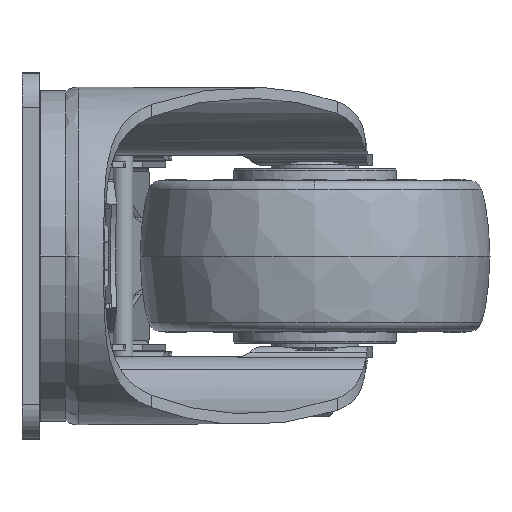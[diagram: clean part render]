
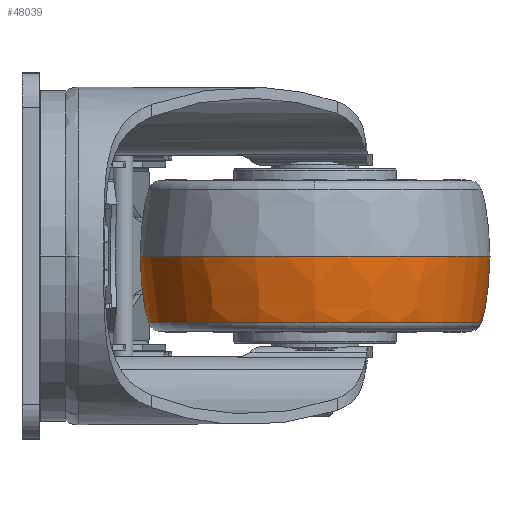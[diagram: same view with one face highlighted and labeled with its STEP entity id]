
A CAD part, left-side view. The second image highlights one B-rep face of the part: STEP entity #48039.
In plain terms, the highlighted free-form (B-spline) face has degree [3, 3] with [4, 4] control points.
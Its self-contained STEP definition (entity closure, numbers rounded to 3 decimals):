
#1245 = CARTESIAN_POINT ( 'NONE',  ( 42.116, -27., 0. ) ) ;
#1733 = CARTESIAN_POINT ( 'NONE',  ( -34.004, -28.722, -15.292 ) ) ;
#2816 = CARTESIAN_POINT ( 'NONE',  ( 3.943, -66.89, -15.292 ) ) ;
#3598 = CARTESIAN_POINT ( 'NONE',  ( 42., -67., -15.292 ) ) ;
#5283 = DIRECTION ( 'NONE',  ( 0., 0., -1. ) ) ;
#5994 = CARTESIAN_POINT ( 'NONE',  ( 42.11, -28.943, -15.292 ) ) ;
#8825 = CARTESIAN_POINT ( 'NONE',  ( 42., -67., -15.292 ) ) ;
#9600 = AXIS2_PLACEMENT_3D ( 'NONE', #18867, #5283, #36950 ) ;
#10314 = CARTESIAN_POINT ( 'NONE',  ( 41.89, -105.057, -15.292 ) ) ;
#10701 = CARTESIAN_POINT ( 'NONE',  ( 42.116, -27.147, -6.975 ) ) ;
#10924 = CARTESIAN_POINT ( 'NONE',  ( 42.113, -27.92, -12.426 ) ) ;
#11074 = EDGE_CURVE ( 'NONE', #27360, #20013, #31698, .T. ) ;
#13407 =( BOUNDED_CURVE ( )  B_SPLINE_CURVE ( 3, ( #15797, #10924, #28762, #33253 ),
 .UNSPECIFIED., .F., .F. ) 
 B_SPLINE_CURVE_WITH_KNOTS ( ( 4, 4 ),
 ( 0., 1. ),
 .UNSPECIFIED. ) 
 CURVE ( )  GEOMETRIC_REPRESENTATION_ITEM ( )  RATIONAL_B_SPLINE_CURVE ( ( 0.984, 0.808, 0.719, 0.72 ) ) 
 REPRESENTATION_ITEM ( '' )  );
#14422 = CARTESIAN_POINT ( 'NONE',  ( 41.884, -106.853, -6.975 ) ) ;
#14598 = CARTESIAN_POINT ( 'NONE',  ( -37.884, -26.768, 0. ) ) ;
#14790 = CARTESIAN_POINT ( 'NONE',  ( -37.591, -26.915, -6.975 ) ) ;
#15147 = AXIS2_PLACEMENT_3D ( 'NONE', #3598, #52224, #43335 ) ;
#15660 = CARTESIAN_POINT ( 'NONE',  ( 41.887, -106.08, -12.426 ) ) ;
#15797 = CARTESIAN_POINT ( 'NONE',  ( 42.11, -28.943, -15.292 ) ) ;
#16088 = ORIENTED_EDGE ( 'NONE', *, *, #34339, .F. ) ;
#18133 = DIRECTION ( 'NONE',  ( -1., 0.003, 0. ) ) ;
#18468 = ORIENTED_EDGE ( 'NONE', *, *, #23400, .F. ) ;
#18867 = CARTESIAN_POINT ( 'NONE',  ( 42., -67., 0. ) ) ;
#19992 = FACE_OUTER_BOUND ( 'NONE', #49051, .T. ) ;
#20013 = VERTEX_POINT ( 'NONE', #29617 ) ;
#23400 = EDGE_CURVE ( 'NONE', #27360, #24070, #50510, .T. ) ;
#23705 = CARTESIAN_POINT ( 'NONE',  ( -36.047, -27.693, -12.426 ) ) ;
#23989 = CIRCLE ( 'NONE', #15147, 38.057 ) ;
#24070 = VERTEX_POINT ( 'NONE', #2816 ) ;
#25641 = ORIENTED_EDGE ( 'NONE', *, *, #41008, .F. ) ;
#27360 = VERTEX_POINT ( 'NONE', #52580 ) ;
#28347 = CARTESIAN_POINT ( 'NONE',  ( 41.887, -106.08, -12.426 ) ) ;
#28762 = CARTESIAN_POINT ( 'NONE',  ( 42.116, -27.147, -6.975 ) ) ;
#29215 = CARTESIAN_POINT ( 'NONE',  ( 41.884, -106.853, -6.975 ) ) ;
#29617 = CARTESIAN_POINT ( 'NONE',  ( 41.884, -107., 0. ) ) ;
#31276 = CARTESIAN_POINT ( 'NONE',  ( 42.11, -28.943, -15.292 ) ) ;
#31698 =( BOUNDED_CURVE ( )  B_SPLINE_CURVE ( 3, ( #42336, #15660, #29215, #46786 ),
 .UNSPECIFIED., .F., .F. ) 
 B_SPLINE_CURVE_WITH_KNOTS ( ( 4, 4 ),
 ( 0., 1. ),
 .UNSPECIFIED. ) 
 CURVE ( )  GEOMETRIC_REPRESENTATION_ITEM ( )  RATIONAL_B_SPLINE_CURVE ( ( 0.984, 0.808, 0.719, 0.72 ) ) 
 REPRESENTATION_ITEM ( '' )  );
#32839 = CARTESIAN_POINT ( 'NONE',  ( 41.884, -107., 0. ) ) ;
#33253 = CARTESIAN_POINT ( 'NONE',  ( 42.116, -27., 0. ) ) ;
#34236 = EDGE_CURVE ( 'NONE', #20013, #44907, #43189, .T. ) ;
#34339 = EDGE_CURVE ( 'NONE', #47046, #44907, #13407, .T. ) ;
#36950 = DIRECTION ( 'NONE',  ( -1., 0.003, 0. ) ) ;
#37115 = CARTESIAN_POINT ( 'NONE',  ( -37.823, -106.622, -6.975 ) ) ;
#37311 = CARTESIAN_POINT ( 'NONE',  ( -38.116, -106.768, 0. ) ) ;
#38288 = AXIS2_PLACEMENT_3D ( 'NONE', #8825, #39215, #18133 ) ;
#39215 = DIRECTION ( 'NONE',  ( 0., 0., -1. ) ) ;
#41008 = EDGE_CURVE ( 'NONE', #24070, #47046, #23989, .T. ) ;
#41662 = CARTESIAN_POINT ( 'NONE',  ( 42.113, -27.92, -12.426 ) ) ;
#41773 = ORIENTED_EDGE ( 'NONE', *, *, #34236, .T. ) ;
#42336 = CARTESIAN_POINT ( 'NONE',  ( 41.89, -105.057, -15.292 ) ) ;
#43189 = CIRCLE ( 'NONE', #9600, 40. ) ;
#43335 = DIRECTION ( 'NONE',  ( -1., 0.003, 0. ) ) ;
#44907 = VERTEX_POINT ( 'NONE', #1245 ) ;
#45733 = CARTESIAN_POINT ( 'NONE',  ( 42.116, -27., 0. ) ) ;
#46786 = CARTESIAN_POINT ( 'NONE',  ( 41.884, -107., 0. ) ) ;
#47046 = VERTEX_POINT ( 'NONE', #31276 ) ;
#47264 = ORIENTED_EDGE ( 'NONE', *, *, #11074, .T. ) ;
#48039 = ADVANCED_FACE ( 'NONE', ( #19992 ), #57618, .T. ) ;
#49051 = EDGE_LOOP ( 'NONE', ( #18468, #47264, #41773, #16088, #25641 ) ) ;
#50510 = CIRCLE ( 'NONE', #38288, 38.057 ) ;
#52224 = DIRECTION ( 'NONE',  ( 0., 0., -1. ) ) ;
#52580 = CARTESIAN_POINT ( 'NONE',  ( 41.89, -105.057, -15.292 ) ) ;
#54806 = CARTESIAN_POINT ( 'NONE',  ( -36.273, -105.853, -12.426 ) ) ;
#54997 = CARTESIAN_POINT ( 'NONE',  ( -34.224, -104.836, -15.292 ) ) ;
#57618 =( BOUNDED_SURFACE ( )  B_SPLINE_SURFACE ( 3, 3, ( 
 ( #10314, #54997, #1733, #5994 ),
 ( #28347, #54806, #23705, #41662 ),
 ( #14422, #37115, #14790, #10701 ),
 ( #32839, #37311, #14598, #45733 ) ),
 .UNSPECIFIED., .F., .F., .F. ) 
 B_SPLINE_SURFACE_WITH_KNOTS ( ( 4, 4 ),
 ( 4, 4 ),
 ( 0., 1. ),
 ( 0., 1. ),
 .UNSPECIFIED. ) 
 GEOMETRIC_REPRESENTATION_ITEM ( )  RATIONAL_B_SPLINE_SURFACE ( (
 ( 0.984, 0.328, 0.328, 0.984),
 ( 0.808, 0.269, 0.269, 0.808),
 ( 0.719, 0.24, 0.24, 0.719),
 ( 0.72, 0.24, 0.24, 0.72) ) ) 
 REPRESENTATION_ITEM ( '' )  SURFACE ( )  );
